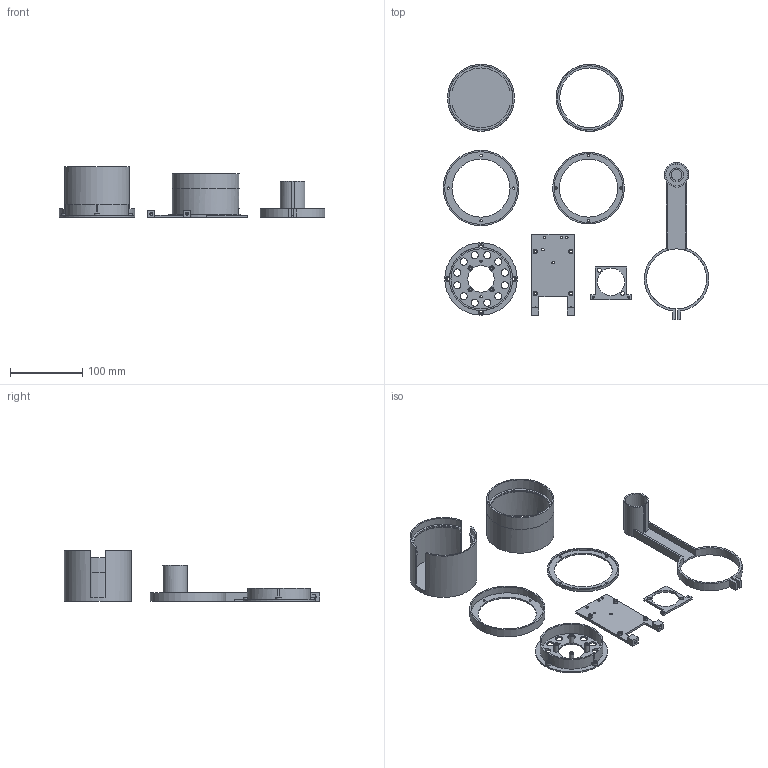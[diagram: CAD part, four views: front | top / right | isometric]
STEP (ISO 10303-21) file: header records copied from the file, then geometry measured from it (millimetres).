
FILE_DESCRIPTION(/* description */ (''),/* implementation_level */ '2;1');
FILE_NAME(/* name */ 'CAPV5 v3.step',/* time_stamp */ '2024-02-11T15:59:39-05:00',/* author */ (''),/* organization */ (''),/* preprocessor_version */ 'ST-DEVELOPER v20',/* originating_system */ 'Autodesk Translation Framework v12.14.0.127',/* authorisation */ '');
FILE_SCHEMA (('AUTOMOTIVE_DESIGN { 1 0 10303 214 3 1 1 }'));
Length unit declared in the file: millimetre
Products named in the file (2): CAPV5; Component1
Assembly tree (1 placements, depth 2):
  CAPV5
    Component1
Bounding box: 366.49 x 352.52 x 70 mm (x, y, z)
Volume: 202648.7 mm3; surface area: 199334.8 mm2
Topology: 9 solids, 9 shells, 193 faces, 505 edges, 336 vertices
Faces by surface type: plane 95, cylinder 95, cone 3
Full cylindrical faces by diameter (mm): 2.8 x2, 3.2 x10, 3.4 x5, 3.5 x10, 4.1 x6, 5.5 x2, 6 x8, 10 x12, 38 x1, 80.2 x2, 82.5 x1, 83 x1, 88.5 x4, 92.5 x3, 95.2 x1, 99 x1, 100 x1, 100.2 x1, 104.2 x1
Entity records: 6282 total; most frequent: DIRECTION 1133, CARTESIAN_POINT 1045, ORIENTED_EDGE 1010, EDGE_CURVE 505, AXIS2_PLACEMENT_3D 436, VERTEX_POINT 336, EDGE_LOOP 297, LINE 261
